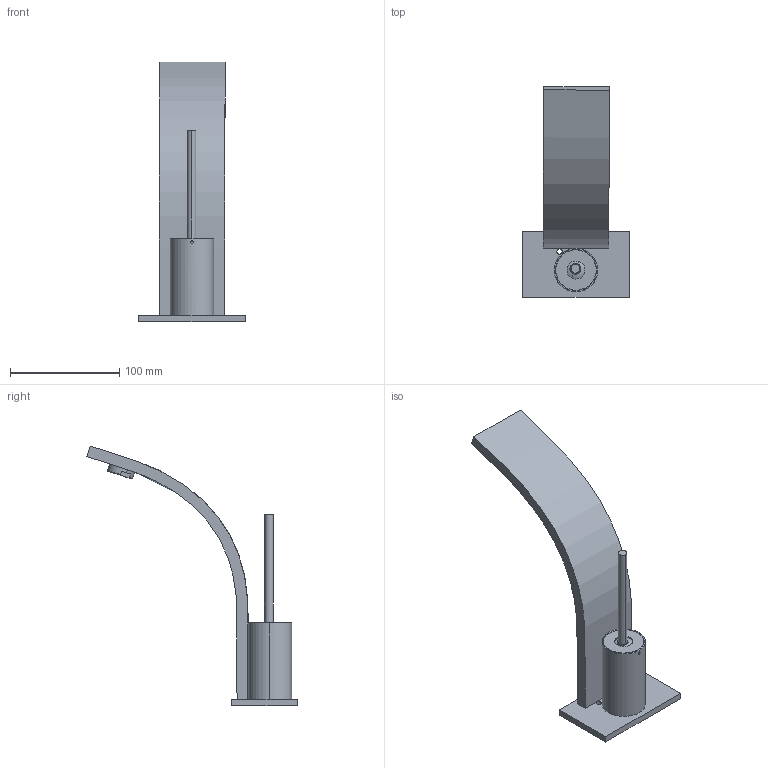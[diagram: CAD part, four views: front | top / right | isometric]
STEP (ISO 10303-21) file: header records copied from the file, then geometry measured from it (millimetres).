
FILE_DESCRIPTION (( 'STEP AP214' ), '1' );
FILE_NAME ('9030.STEP', '2023-10-06T14:40:12', ( '' ), ( '' ), 'SwSTEP 2.0', 'SolidWorks 2018', '' );
FILE_SCHEMA (( 'AUTOMOTIVE_DESIGN' ));
Length unit declared in the file: millimetre
Products named in the file (1): 9030
Bounding box: 97 x 192.65 x 237.88 mm (x, y, z)
Surface area: 80915 mm2 (no closed solid volume)
Topology: 0 solids, 14 shells, 316 faces, 1273 edges, 965 vertices
Faces by surface type: plane 244, cylinder 49, cone 15, torus 4, bspline 2, sphere 2
Entity records: 16942 total; most frequent: CARTESIAN_POINT 3046, DIRECTION 2062, ORIENTED_EDGE 1796, EDGE_CURVE 1273, LINE 1068, VECTOR 1068, VERTEX_POINT 965, AXIS2_PLACEMENT_3D 497
